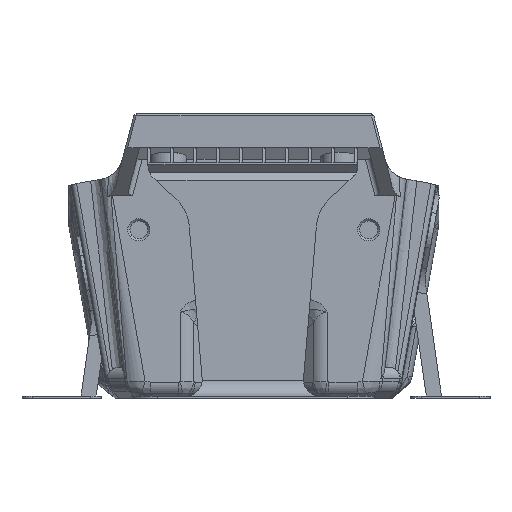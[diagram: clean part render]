
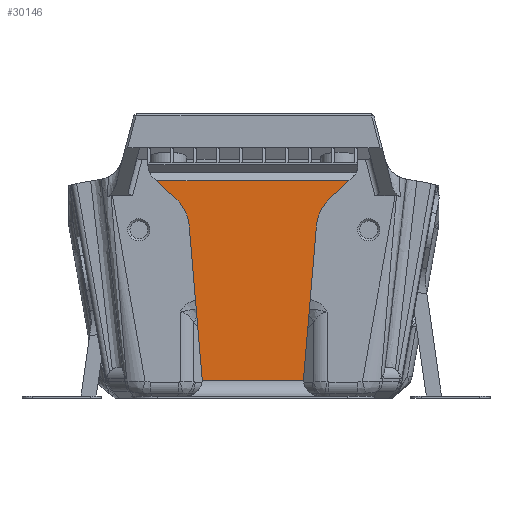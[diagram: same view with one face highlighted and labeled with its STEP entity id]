
A CAD part, front view. The second image highlights one B-rep face of the part: STEP entity #30146.
In plain terms, the highlighted planar face has unit normal (0, -1, 0).
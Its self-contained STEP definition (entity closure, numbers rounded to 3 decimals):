
#882=CIRCLE('',#32058,3.);
#883=CIRCLE('',#32059,3.);
#884=CIRCLE('',#32060,8.);
#885=CIRCLE('',#32061,8.);
#2202=LINE('',#45961,#4823);
#2204=LINE('',#45968,#4825);
#2205=LINE('',#45973,#4826);
#2206=LINE('',#45975,#4827);
#2207=LINE('',#45977,#4828);
#2208=LINE('',#45981,#4829);
#4823=VECTOR('',#35191,1000.);
#4825=VECTOR('',#35197,1000.);
#4826=VECTOR('',#35202,1000.);
#4827=VECTOR('',#35203,1000.);
#4828=VECTOR('',#35204,1000.);
#4829=VECTOR('',#35207,1000.);
#7370=PLANE('',#32057);
#9125=ORIENTED_EDGE('',*,*,#18051,.T.);
#9126=ORIENTED_EDGE('',*,*,#18052,.T.);
#9127=ORIENTED_EDGE('',*,*,#18053,.T.);
#9128=ORIENTED_EDGE('',*,*,#18049,.F.);
#9129=ORIENTED_EDGE('',*,*,#18054,.T.);
#9130=ORIENTED_EDGE('',*,*,#18055,.T.);
#9131=ORIENTED_EDGE('',*,*,#18056,.F.);
#9132=ORIENTED_EDGE('',*,*,#18057,.F.);
#9133=ORIENTED_EDGE('',*,*,#18058,.T.);
#9134=ORIENTED_EDGE('',*,*,#18059,.T.);
#18049=EDGE_CURVE('',#22579,#22580,#2202,.T.);
#18051=EDGE_CURVE('',#22581,#22582,#882,.T.);
#18052=EDGE_CURVE('',#22582,#22583,#2204,.F.);
#18053=EDGE_CURVE('',#22583,#22580,#883,.T.);
#18054=EDGE_CURVE('',#22579,#22584,#884,.T.);
#18055=EDGE_CURVE('',#22584,#22585,#2205,.T.);
#18056=EDGE_CURVE('',#22586,#22585,#2206,.T.);
#18057=EDGE_CURVE('',#22587,#22586,#2207,.T.);
#18058=EDGE_CURVE('',#22587,#22588,#885,.T.);
#18059=EDGE_CURVE('',#22588,#22581,#2208,.T.);
#22579=VERTEX_POINT('',#45960);
#22580=VERTEX_POINT('',#45962);
#22581=VERTEX_POINT('',#45966);
#22582=VERTEX_POINT('',#45967);
#22583=VERTEX_POINT('',#45969);
#22584=VERTEX_POINT('',#45972);
#22585=VERTEX_POINT('',#45974);
#22586=VERTEX_POINT('',#45976);
#22587=VERTEX_POINT('',#45978);
#22588=VERTEX_POINT('',#45980);
#26319=EDGE_LOOP('',(#9125,#9126,#9127,#9128,#9129,#9130,#9131,#9132,#9133,
#9134));
#28204=FACE_BOUND('',#26319,.T.);
#30146=ADVANCED_FACE('',(#28204),#7370,.F.);
#32057=AXIS2_PLACEMENT_3D('',#45964,#35193,#35194);
#32058=AXIS2_PLACEMENT_3D('',#45965,#35195,#35196);
#32059=AXIS2_PLACEMENT_3D('',#45970,#35198,#35199);
#32060=AXIS2_PLACEMENT_3D('',#45971,#35200,#35201);
#32061=AXIS2_PLACEMENT_3D('',#45979,#35205,#35206);
#35191=DIRECTION('',(-0.084,0.,-0.996));
#35193=DIRECTION('',(0.,1.,0.));
#35194=DIRECTION('',(0.,0.,1.));
#35195=DIRECTION('',(0.,1.,0.));
#35196=DIRECTION('',(0.,0.,1.));
#35197=DIRECTION('',(-1.,0.,0.));
#35198=DIRECTION('',(0.,1.,0.));
#35199=DIRECTION('',(0.,0.,1.));
#35200=DIRECTION('',(0.,1.,0.));
#35201=DIRECTION('',(0.,0.,1.));
#35202=DIRECTION('',(0.731,0.,0.682));
#35203=DIRECTION('',(1.,0.,0.));
#35204=DIRECTION('',(-0.731,0.,0.682));
#35205=DIRECTION('',(0.,1.,0.));
#35206=DIRECTION('',(0.,0.,1.));
#35207=DIRECTION('',(0.084,0.,-0.996));
#45960=CARTESIAN_POINT('',(11.856,-32.314,32.579));
#45961=CARTESIAN_POINT('',(36.482,-32.314,324.724));
#45962=CARTESIAN_POINT('',(9.418,-32.314,3.652));
#45964=CARTESIAN_POINT('',(0.,-32.314,327.8));
#45965=CARTESIAN_POINT('',(-12.767,-32.314,3.4));
#45966=CARTESIAN_POINT('',(-9.777,-32.314,3.652));
#45967=CARTESIAN_POINT('',(-9.767,-32.314,3.4));
#45968=CARTESIAN_POINT('',(9.143,-32.314,3.4));
#45969=CARTESIAN_POINT('',(9.407,-32.314,3.4));
#45970=CARTESIAN_POINT('',(12.407,-32.314,3.4));
#45971=CARTESIAN_POINT('',(19.828,-32.314,31.907));
#45972=CARTESIAN_POINT('',(14.372,-32.314,37.757));
#45973=CARTESIAN_POINT('',(16.736,-32.314,39.963));
#45974=CARTESIAN_POINT('',(17.982,-32.314,41.124));
#45975=CARTESIAN_POINT('',(-65.369,-32.314,41.124));
#45976=CARTESIAN_POINT('',(-18.341,-32.314,41.124));
#45977=CARTESIAN_POINT('',(-17.096,-32.314,39.963));
#45978=CARTESIAN_POINT('',(-14.731,-32.314,37.757));
#45979=CARTESIAN_POINT('',(-20.187,-32.314,31.907));
#45980=CARTESIAN_POINT('',(-12.216,-32.314,32.579));
#45981=CARTESIAN_POINT('',(-36.839,-32.314,324.694));
